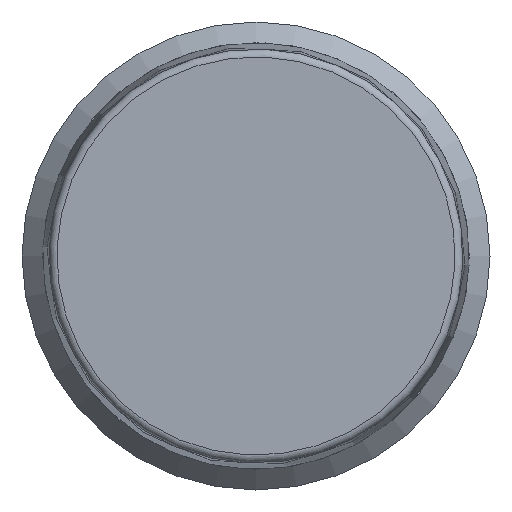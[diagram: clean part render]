
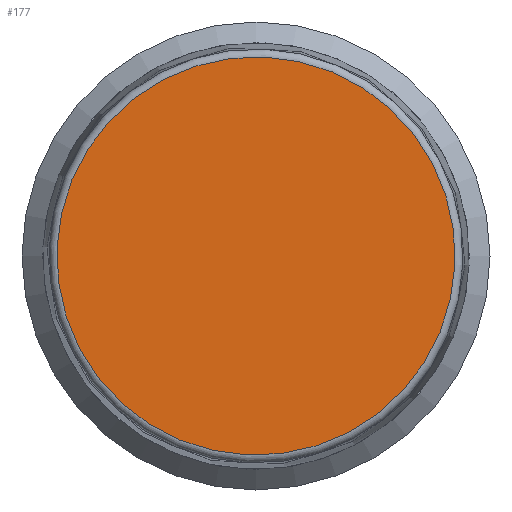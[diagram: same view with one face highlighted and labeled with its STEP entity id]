
A CAD part, left-side view. The second image highlights one B-rep face of the part: STEP entity #177.
In plain terms, the highlighted face is planar.
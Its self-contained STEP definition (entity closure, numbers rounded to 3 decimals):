
#177 = ADVANCED_FACE( '', ( #225 ), #226, .T. );
#225 = FACE_OUTER_BOUND( '', #281, .T. );
#226 = PLANE( '', #282 );
#281 = EDGE_LOOP( '', ( #366 ) );
#282 = AXIS2_PLACEMENT_3D( '', #367, #368, #369 );
#366 = ORIENTED_EDGE( '', *, *, #405, .T. );
#367 = CARTESIAN_POINT( '', ( 8., 0., 7.95 ) );
#368 = DIRECTION( '', ( 1., 0., 0. ) );
#369 = DIRECTION( '', ( 0., 0., -1. ) );
#405 = EDGE_CURVE( '', #434, #434, #435, .T. );
#434 = VERTEX_POINT( '', #468 );
#435 = CIRCLE( '', #469, 7.659 );
#468 = CARTESIAN_POINT( '', ( 8., 0., -7.659 ) );
#469 = AXIS2_PLACEMENT_3D( '', #514, #515, #516 );
#514 = CARTESIAN_POINT( '', ( 8., 0., 0. ) );
#515 = DIRECTION( '', ( 1., 0., 0. ) );
#516 = DIRECTION( '', ( 0., 0., -1. ) );
